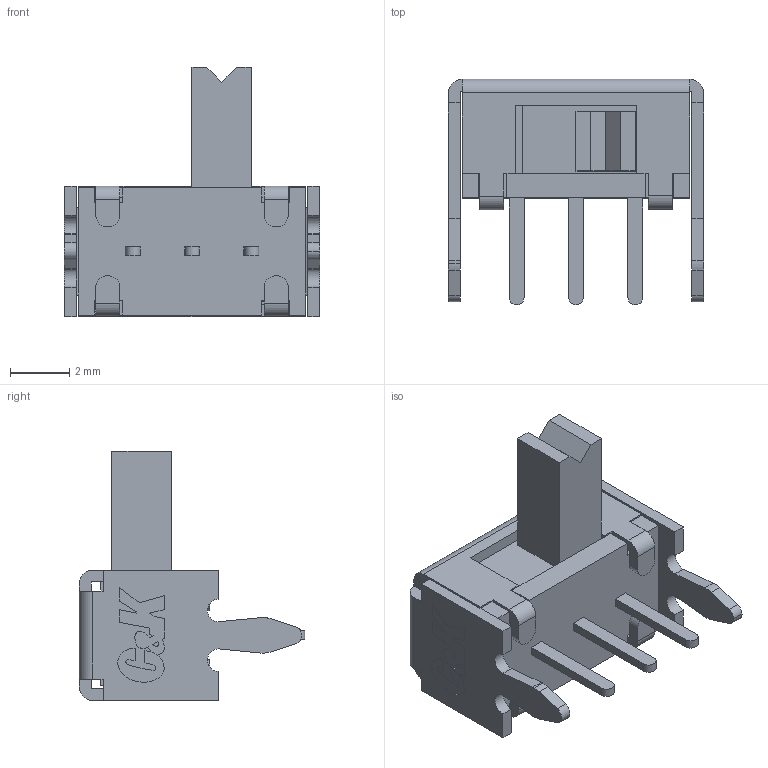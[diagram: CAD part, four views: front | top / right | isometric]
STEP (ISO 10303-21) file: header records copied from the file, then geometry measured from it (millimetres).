
FILE_DESCRIPTION (( 'STEP AP214' ), '1' );
FILE_NAME ('OS102011MA1QN1.STEP', '2021-05-06T12:53:20', ( '' ), ( '' ), 'SwSTEP 2.0', 'SolidWorks 2018', '' );
FILE_SCHEMA (( 'AUTOMOTIVE_DESIGN' ));
Length unit declared in the file: millimetre
Products named in the file (5): inside; cover; knob; OS102011MA1QN1; pins
Assembly tree (4 placements, depth 2):
  OS102011MA1QN1
    knob
    cover
    inside
    pins
Bounding box: 8.6 x 7.6 x 8.4 mm (x, y, z)
Volume: 138.2 mm3; surface area: 461.1 mm2
Topology: 6 solids, 6 shells, 210 faces, 575 edges, 379 vertices
Faces by surface type: plane 157, cylinder 34, bspline 19
Entity records: 6907 total; most frequent: CARTESIAN_POINT 1448, ORIENTED_EDGE 1150, DIRECTION 999, EDGE_CURVE 575, LINE 467, VECTOR 467, VERTEX_POINT 379, AXIS2_PLACEMENT_3D 266
